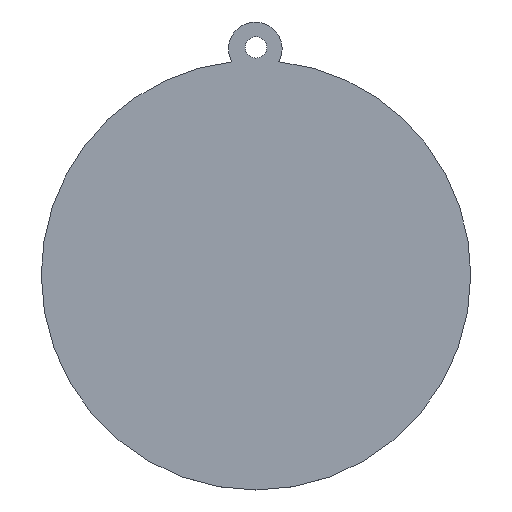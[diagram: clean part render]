
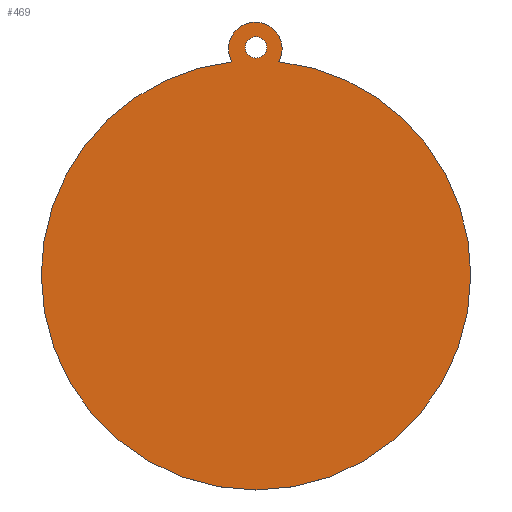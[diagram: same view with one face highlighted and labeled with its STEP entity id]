
A CAD part, top view. The second image highlights one B-rep face of the part: STEP entity #469.
In plain terms, the highlighted planar face has unit normal (0, 0, 1).
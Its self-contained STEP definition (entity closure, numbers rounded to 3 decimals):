
#58 = VERTEX_POINT('',#59);
#59 = CARTESIAN_POINT('',(0.,47.151,
    1.6));
#65 = EDGE_CURVE('',#58,#66,#68,.T.);
#66 = VERTEX_POINT('',#67);
#67 = CARTESIAN_POINT('',(4.987,42.164,1.6)
  );
#68 = CIRCLE('',#69,4.987);
#69 = AXIS2_PLACEMENT_3D('',#70,#71,#72);
#70 = CARTESIAN_POINT('',(0.,42.164,
    1.6));
#71 = DIRECTION('',(0.,0.,-1.));
#72 = DIRECTION('',(0.,1.,0.));
#98 = EDGE_CURVE('',#66,#99,#101,.T.);
#99 = VERTEX_POINT('',#100);
#100 = CARTESIAN_POINT('',(4.38,39.778,1.6
    ));
#101 = CIRCLE('',#102,4.987);
#102 = AXIS2_PLACEMENT_3D('',#103,#104,#105);
#103 = CARTESIAN_POINT('',(0.,42.164,
    1.6));
#104 = DIRECTION('',(0.,0.,-1.));
#105 = DIRECTION('',(1.,0.,0.));
#131 = EDGE_CURVE('',#99,#132,#134,.T.);
#132 = VERTEX_POINT('',#133);
#133 = CARTESIAN_POINT('',(4.389,39.76,1.6)
  );
#134 = CIRCLE('',#135,0.013);
#135 = AXIS2_PLACEMENT_3D('',#136,#137,#138);
#136 = CARTESIAN_POINT('',(4.391,39.772,1.6
    ));
#137 = DIRECTION('',(0.,0.,1.));
#138 = DIRECTION('',(-0.878,0.478,0.));
#164 = EDGE_CURVE('',#132,#165,#167,.T.);
#165 = VERTEX_POINT('',#166);
#166 = CARTESIAN_POINT('',(40.114,0.,
    1.6));
#167 = CIRCLE('',#168,39.987);
#168 = AXIS2_PLACEMENT_3D('',#169,#170,#171);
#169 = CARTESIAN_POINT('',(0.127,0.,
    1.6));
#170 = DIRECTION('',(0.,0.,-1.));
#171 = DIRECTION('',(0.107,0.994,0.));
#197 = EDGE_CURVE('',#165,#198,#200,.T.);
#198 = VERTEX_POINT('',#199);
#199 = CARTESIAN_POINT('',(0.127,-39.987,1.6
    ));
#200 = CIRCLE('',#201,39.987);
#201 = AXIS2_PLACEMENT_3D('',#202,#203,#204);
#202 = CARTESIAN_POINT('',(0.127,0.,
    1.6));
#203 = DIRECTION('',(0.,0.,-1.));
#204 = DIRECTION('',(1.,0.,0.));
#230 = EDGE_CURVE('',#198,#231,#233,.T.);
#231 = VERTEX_POINT('',#232);
#232 = CARTESIAN_POINT('',(-39.86,0.,
    1.6));
#233 = CIRCLE('',#234,39.987);
#234 = AXIS2_PLACEMENT_3D('',#235,#236,#237);
#235 = CARTESIAN_POINT('',(0.127,0.,
    1.6));
#236 = DIRECTION('',(-0.,0.,-1.));
#237 = DIRECTION('',(0.,-1.,-0.));
#263 = EDGE_CURVE('',#231,#264,#266,.T.);
#264 = VERTEX_POINT('',#265);
#265 = CARTESIAN_POINT('',(-4.375,39.733,
    1.6));
#266 = CIRCLE('',#267,39.987);
#267 = AXIS2_PLACEMENT_3D('',#268,#269,#270);
#268 = CARTESIAN_POINT('',(0.127,0.,
    1.6));
#269 = DIRECTION('',(0.,0.,-1.));
#270 = DIRECTION('',(-1.,0.,0.));
#296 = EDGE_CURVE('',#264,#297,#299,.T.);
#297 = VERTEX_POINT('',#298);
#298 = CARTESIAN_POINT('',(-4.365,39.752,
    1.6));
#299 = CIRCLE('',#300,0.013);
#300 = AXIS2_PLACEMENT_3D('',#301,#302,#303);
#301 = CARTESIAN_POINT('',(-4.376,39.746,
    1.6));
#302 = DIRECTION('',(0.,0.,1.));
#303 = DIRECTION('',(0.113,-0.994,0.));
#329 = EDGE_CURVE('',#297,#330,#332,.T.);
#330 = VERTEX_POINT('',#331);
#331 = CARTESIAN_POINT('',(-4.987,42.164,1.6
    ));
#332 = CIRCLE('',#333,4.987);
#333 = AXIS2_PLACEMENT_3D('',#334,#335,#336);
#334 = CARTESIAN_POINT('',(0.,42.164,
    1.6));
#335 = DIRECTION('',(0.,0.,-1.));
#336 = DIRECTION('',(-0.875,-0.484,-0.));
#362 = EDGE_CURVE('',#330,#58,#363,.T.);
#363 = CIRCLE('',#364,4.987);
#364 = AXIS2_PLACEMENT_3D('',#365,#366,#367);
#365 = CARTESIAN_POINT('',(0.,42.164,
    1.6));
#366 = DIRECTION('',(0.,0.,-1.));
#367 = DIRECTION('',(-1.,0.,-0.));
#388 = VERTEX_POINT('',#389);
#389 = CARTESIAN_POINT('',(2.127,42.418,1.6)
  );
#395 = EDGE_CURVE('',#388,#396,#398,.T.);
#396 = VERTEX_POINT('',#397);
#397 = CARTESIAN_POINT('',(-1.873,42.418,1.6)
  );
#398 = CIRCLE('',#399,2.);
#399 = AXIS2_PLACEMENT_3D('',#400,#401,#402);
#400 = CARTESIAN_POINT('',(0.127,42.418,1.6)
  );
#401 = DIRECTION('',(0.,0.,1.));
#402 = DIRECTION('',(1.,0.,-0.));
#428 = EDGE_CURVE('',#396,#388,#429,.T.);
#429 = CIRCLE('',#430,2.);
#430 = AXIS2_PLACEMENT_3D('',#431,#432,#433);
#431 = CARTESIAN_POINT('',(0.127,42.418,1.6)
  );
#432 = DIRECTION('',(0.,0.,1.));
#433 = DIRECTION('',(-1.,0.,0.));
#469 = ADVANCED_FACE('',(#470,#482),#486,.F.);
#470 = FACE_BOUND('',#471,.F.);
#471 = EDGE_LOOP('',(#472,#473,#474,#475,#476,#477,#478,#479,#480,#481)
  );
#472 = ORIENTED_EDGE('',*,*,#65,.T.);
#473 = ORIENTED_EDGE('',*,*,#98,.T.);
#474 = ORIENTED_EDGE('',*,*,#131,.T.);
#475 = ORIENTED_EDGE('',*,*,#164,.T.);
#476 = ORIENTED_EDGE('',*,*,#197,.T.);
#477 = ORIENTED_EDGE('',*,*,#230,.T.);
#478 = ORIENTED_EDGE('',*,*,#263,.T.);
#479 = ORIENTED_EDGE('',*,*,#296,.T.);
#480 = ORIENTED_EDGE('',*,*,#329,.T.);
#481 = ORIENTED_EDGE('',*,*,#362,.T.);
#482 = FACE_BOUND('',#483,.F.);
#483 = EDGE_LOOP('',(#484,#485));
#484 = ORIENTED_EDGE('',*,*,#395,.T.);
#485 = ORIENTED_EDGE('',*,*,#428,.T.);
#486 = PLANE('',#487);
#487 = AXIS2_PLACEMENT_3D('',#488,#489,#490);
#488 = CARTESIAN_POINT('',(0.119,2.236,1.6)
  );
#489 = DIRECTION('',(-0.,-0.,-1.));
#490 = DIRECTION('',(-1.,0.,0.));
